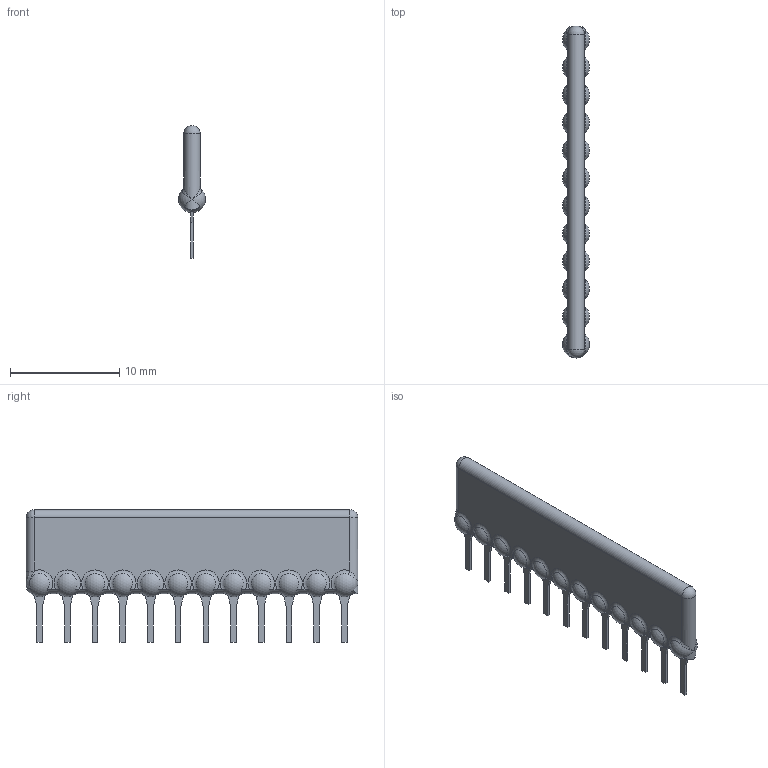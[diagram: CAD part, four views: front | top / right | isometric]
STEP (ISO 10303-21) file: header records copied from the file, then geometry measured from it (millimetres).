
FILE_DESCRIPTION((''),'2;1');
FILE_NAME('4614H','2012-08-22T',('ryans'),('Bourns, Inc.'),'PRO/ENGINEER BY PARAMETRIC TECHNOLOGY CORPORATION, 2010100','PRO/ENGINEER BY PARAMETRIC TECHNOLOGY CORPORATION, 2010100','');
FILE_SCHEMA(('CONFIG_CONTROL_DESIGN'));
Length unit declared in the file: millimetre
Products named in the file (1): 4614H
Bounding box: 2.48 x 30.43 x 12.19 mm (x, y, z)
Volume: 369.6 mm3; surface area: 676.3 mm2
Topology: 1 solids, 25 shells, 290 faces, 630 edges, 398 vertices
Faces by surface type: plane 135, torus 48, cone 48, cylinder 40, sphere 14, bspline 5
Entity records: 8687 total; most frequent: CARTESIAN_POINT 2512, ORIENTED_EDGE 1252, DIRECTION 1244, EDGE_CURVE 626, AXIS2_PLACEMENT_3D 488, VERTEX_POINT 398, EDGE_LOOP 302, FACE_OUTER_BOUND 290
